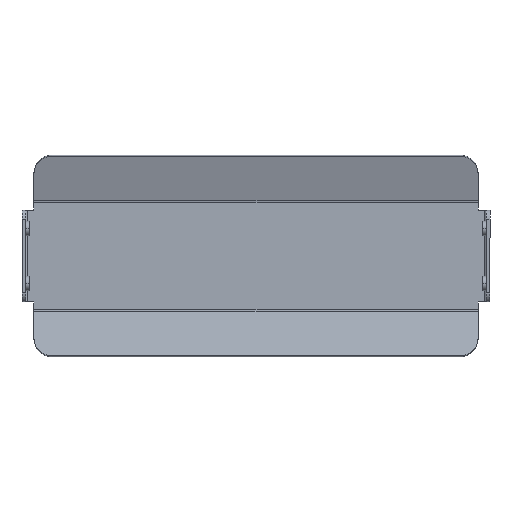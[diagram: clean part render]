
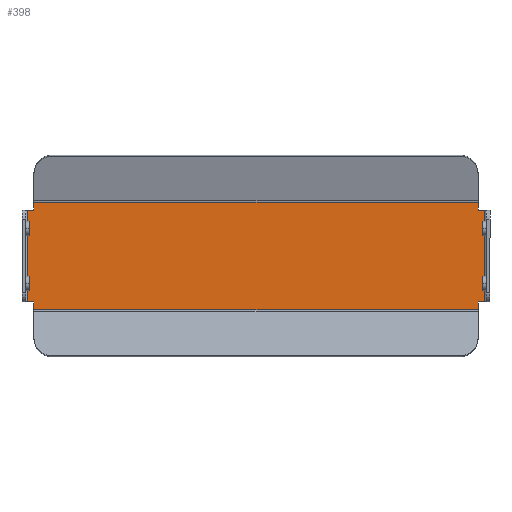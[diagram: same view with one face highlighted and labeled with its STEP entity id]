
A CAD part, top view. The second image highlights one B-rep face of the part: STEP entity #398.
In plain terms, the highlighted planar face has unit normal (0, 0, 1).
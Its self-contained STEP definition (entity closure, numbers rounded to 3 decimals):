
#5 = LINE ( 'NONE', #594, #1278 ) ;
#10 = LINE ( 'NONE', #1686, #1464 ) ;
#21 = DIRECTION ( 'NONE',  ( 0., -1., 0. ) ) ;
#23 = ORIENTED_EDGE ( 'NONE', *, *, #1628, .F. ) ;
#28 = VERTEX_POINT ( 'NONE', #1539 ) ;
#68 = EDGE_CURVE ( 'NONE', #120, #1244, #157, .T. ) ;
#70 = ORIENTED_EDGE ( 'NONE', *, *, #1517, .F. ) ;
#74 = ORIENTED_EDGE ( 'NONE', *, *, #318, .T. ) ;
#86 = DIRECTION ( 'NONE',  ( -1., 0., 0. ) ) ;
#120 = VERTEX_POINT ( 'NONE', #308 ) ;
#157 = LINE ( 'NONE', #314, #1320 ) ;
#161 = EDGE_CURVE ( 'NONE', #1449, #1439, #1092, .T. ) ;
#169 = CARTESIAN_POINT ( 'NONE',  ( 124.5, -232.5, -12. ) ) ;
#183 = ORIENTED_EDGE ( 'NONE', *, *, #1430, .T. ) ;
#190 = VECTOR ( 'NONE', #21, 1000. ) ;
#230 = DIRECTION ( 'NONE',  ( 1., 0., 0. ) ) ;
#251 = CARTESIAN_POINT ( 'NONE',  ( 121., -232.5, -12. ) ) ;
#263 = DIRECTION ( 'NONE',  ( -1., 0., 0. ) ) ;
#268 = DIRECTION ( 'NONE',  ( 0., 1., 0. ) ) ;
#308 = CARTESIAN_POINT ( 'NONE',  ( -121., -236.719, -12. ) ) ;
#311 = VECTOR ( 'NONE', #263, 1000. ) ;
#314 = CARTESIAN_POINT ( 'NONE',  ( -121., -232.5, -12. ) ) ;
#318 = EDGE_CURVE ( 'NONE', #120, #1436, #739, .T. ) ;
#319 = DIRECTION ( 'NONE',  ( 0., -1., 0. ) ) ;
#353 = ORIENTED_EDGE ( 'NONE', *, *, #726, .T. ) ;
#378 = LINE ( 'NONE', #1288, #1301 ) ;
#398 = ADVANCED_FACE ( 'NONE', ( #821 ), #651, .T. ) ;
#399 = VERTEX_POINT ( 'NONE', #1281 ) ;
#419 = VECTOR ( 'NONE', #783, 1000. ) ;
#437 = CARTESIAN_POINT ( 'NONE',  ( -121., -232.5, -12. ) ) ;
#482 = VERTEX_POINT ( 'NONE', #1755 ) ;
#533 = EDGE_CURVE ( 'NONE', #772, #399, #1931, .T. ) ;
#539 = ORIENTED_EDGE ( 'NONE', *, *, #1921, .F. ) ;
#580 = VERTEX_POINT ( 'NONE', #251 ) ;
#594 = CARTESIAN_POINT ( 'NONE',  ( 121., -237.5, -12. ) ) ;
#651 = PLANE ( 'NONE',  #1379 ) ;
#676 = DIRECTION ( 'NONE',  ( 0., 1., 0. ) ) ;
#692 = VECTOR ( 'NONE', #701, 1000. ) ;
#701 = DIRECTION ( 'NONE',  ( 0., -1., 0. ) ) ;
#726 = EDGE_CURVE ( 'NONE', #482, #1567, #10, .T. ) ;
#736 = ORIENTED_EDGE ( 'NONE', *, *, #533, .T. ) ;
#739 = LINE ( 'NONE', #947, #1102 ) ;
#748 = EDGE_CURVE ( 'NONE', #1567, #929, #1509, .T. ) ;
#767 = LINE ( 'NONE', #1312, #1343 ) ;
#772 = VERTEX_POINT ( 'NONE', #1054 ) ;
#783 = DIRECTION ( 'NONE',  ( 0., 1., 0. ) ) ;
#788 = DIRECTION ( 'NONE',  ( -1., 0., 0. ) ) ;
#821 = FACE_OUTER_BOUND ( 'NONE', #1537, .T. ) ;
#854 = ORIENTED_EDGE ( 'NONE', *, *, #1049, .F. ) ;
#860 = VECTOR ( 'NONE', #788, 1000. ) ;
#929 = VERTEX_POINT ( 'NONE', #942 ) ;
#942 = CARTESIAN_POINT ( 'NONE',  ( -124.5, -232.5, -12. ) ) ;
#947 = CARTESIAN_POINT ( 'NONE',  ( 126., -236.719, -12. ) ) ;
#976 = DIRECTION ( 'NONE',  ( 1., 0., 0. ) ) ;
#1009 = ORIENTED_EDGE ( 'NONE', *, *, #68, .F. ) ;
#1011 = CARTESIAN_POINT ( 'NONE',  ( -128., -182.5, -12. ) ) ;
#1027 = LINE ( 'NONE', #1548, #860 ) ;
#1049 = EDGE_CURVE ( 'NONE', #482, #1439, #378, .T. ) ;
#1054 = CARTESIAN_POINT ( 'NONE',  ( 124.5, -182.5, -12. ) ) ;
#1082 = CARTESIAN_POINT ( 'NONE',  ( 121., -178.281, -12. ) ) ;
#1092 = LINE ( 'NONE', #1678, #1693 ) ;
#1102 = VECTOR ( 'NONE', #976, 1000. ) ;
#1141 = ORIENTED_EDGE ( 'NONE', *, *, #161, .T. ) ;
#1174 = LINE ( 'NONE', #169, #419 ) ;
#1181 = CARTESIAN_POINT ( 'NONE',  ( 121., -237.5, -12. ) ) ;
#1210 = CARTESIAN_POINT ( 'NONE',  ( 121., -236.719, -12. ) ) ;
#1213 = DIRECTION ( 'NONE',  ( -1., 0., 0. ) ) ;
#1224 = ORIENTED_EDGE ( 'NONE', *, *, #1790, .F. ) ;
#1244 = VERTEX_POINT ( 'NONE', #437 ) ;
#1248 = LINE ( 'NONE', #1181, #692 ) ;
#1278 = VECTOR ( 'NONE', #319, 1000. ) ;
#1281 = CARTESIAN_POINT ( 'NONE',  ( 121., -182.5, -12. ) ) ;
#1288 = CARTESIAN_POINT ( 'NONE',  ( -121., -232.5, -12. ) ) ;
#1301 = VECTOR ( 'NONE', #676, 1000. ) ;
#1312 = CARTESIAN_POINT ( 'NONE',  ( -128., -232.5, -12. ) ) ;
#1320 = VECTOR ( 'NONE', #268, 1000. ) ;
#1343 = VECTOR ( 'NONE', #86, 1000. ) ;
#1379 = AXIS2_PLACEMENT_3D ( 'NONE', #1726, #1875, #230 ) ;
#1430 = EDGE_CURVE ( 'NONE', #28, #772, #1174, .T. ) ;
#1436 = VERTEX_POINT ( 'NONE', #1210 ) ;
#1439 = VERTEX_POINT ( 'NONE', #1670 ) ;
#1449 = VERTEX_POINT ( 'NONE', #1082 ) ;
#1464 = VECTOR ( 'NONE', #1213, 1000. ) ;
#1509 = LINE ( 'NONE', #1809, #190 ) ;
#1517 = EDGE_CURVE ( 'NONE', #28, #580, #1027, .T. ) ;
#1537 = EDGE_LOOP ( 'NONE', ( #70, #183, #736, #1224, #1141, #854, #353, #1627, #23, #1009, #74, #539 ) ) ;
#1539 = CARTESIAN_POINT ( 'NONE',  ( 124.5, -232.5, -12. ) ) ;
#1548 = CARTESIAN_POINT ( 'NONE',  ( -128., -232.5, -12. ) ) ;
#1567 = VERTEX_POINT ( 'NONE', #1701 ) ;
#1627 = ORIENTED_EDGE ( 'NONE', *, *, #748, .T. ) ;
#1628 = EDGE_CURVE ( 'NONE', #1244, #929, #767, .T. ) ;
#1670 = CARTESIAN_POINT ( 'NONE',  ( -121., -178.281, -12. ) ) ;
#1678 = CARTESIAN_POINT ( 'NONE',  ( 126., -178.281, -12. ) ) ;
#1686 = CARTESIAN_POINT ( 'NONE',  ( -128., -182.5, -12. ) ) ;
#1693 = VECTOR ( 'NONE', #1829, 1000. ) ;
#1701 = CARTESIAN_POINT ( 'NONE',  ( -124.5, -182.5, -12. ) ) ;
#1726 = CARTESIAN_POINT ( 'NONE',  ( 126., -232.5, -12. ) ) ;
#1755 = CARTESIAN_POINT ( 'NONE',  ( -121., -182.5, -12. ) ) ;
#1790 = EDGE_CURVE ( 'NONE', #1449, #399, #1248, .T. ) ;
#1809 = CARTESIAN_POINT ( 'NONE',  ( -124.5, -232.5, -12. ) ) ;
#1829 = DIRECTION ( 'NONE',  ( -1., 0., 0. ) ) ;
#1875 = DIRECTION ( 'NONE',  ( 0., 0., 1. ) ) ;
#1921 = EDGE_CURVE ( 'NONE', #580, #1436, #5, .T. ) ;
#1931 = LINE ( 'NONE', #1011, #311 ) ;
